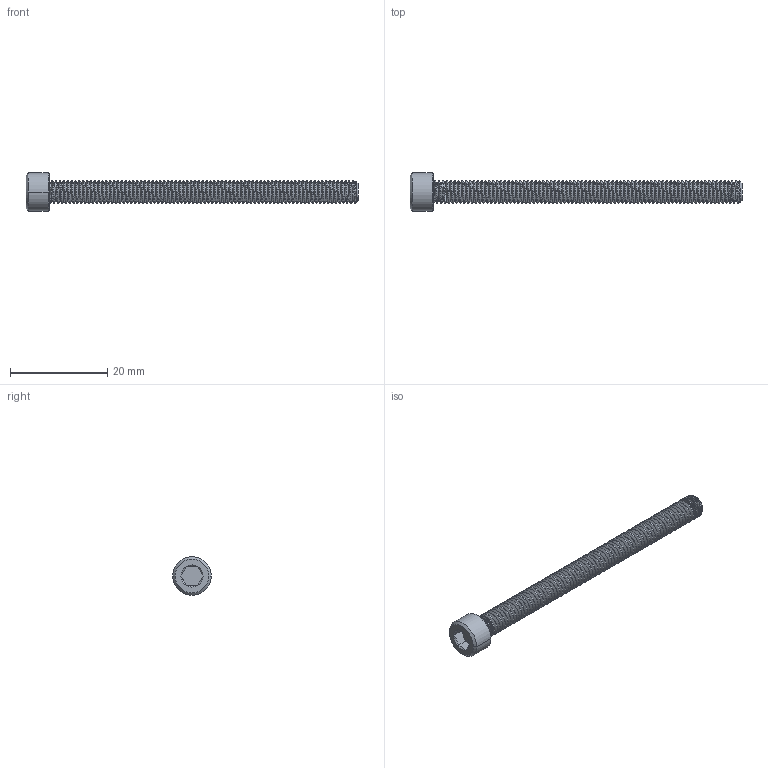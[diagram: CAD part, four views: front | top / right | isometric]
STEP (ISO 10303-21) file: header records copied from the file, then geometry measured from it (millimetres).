
FILE_DESCRIPTION (( 'STEP AP203' ), '1' );
FILE_NAME ('90044A121.step', '2013-11-01T17:14:05', ( '' ), ( '' ), 'SwSTEP 2.0', 'SolidWorks 2010', '' );
FILE_SCHEMA (( 'CONFIG_CONTROL_DESIGN' ));
Length unit declared in the file: inch
Products named in the file (1): 90044A121
Bounding box: 68.33 x 7.92 x 7.92 mm (x, y, z)
Volume: 1135.7 mm3; surface area: 1739.9 mm2
Topology: 1 solids, 1 shells, 188 faces, 535 edges, 351 vertices
Faces by surface type: cylinder 162, cone 13, plane 10, bspline 3
Entity records: 15546 total; most frequent: CARTESIAN_POINT 11565, ORIENTED_EDGE 1070, DIRECTION 590, EDGE_CURVE 535, VERTEX_POINT 351, AXIS2_PLACEMENT_3D 205, EDGE_LOOP 190, FACE_OUTER_BOUND 188
